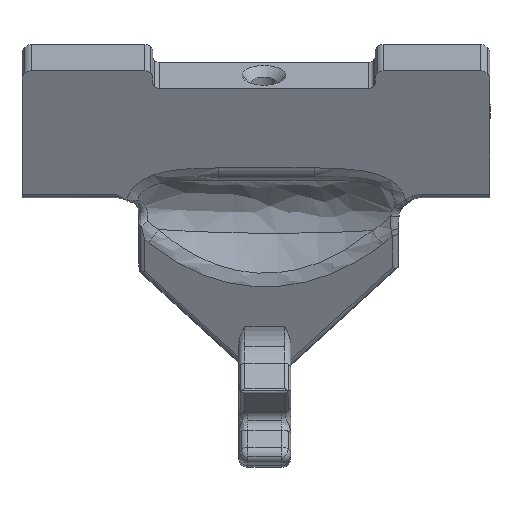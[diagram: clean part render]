
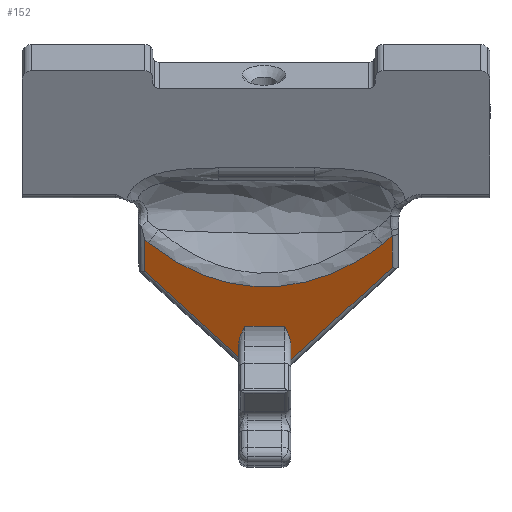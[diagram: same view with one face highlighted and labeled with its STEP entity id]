
A CAD part, front view. The second image highlights one B-rep face of the part: STEP entity #152.
In plain terms, the highlighted planar face has unit normal (0, -0.891, -0.454).
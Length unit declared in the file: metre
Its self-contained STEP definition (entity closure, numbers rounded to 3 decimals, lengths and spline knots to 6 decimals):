
#152=ADVANCED_FACE('0:209',(#387),#388,.T.);
#387=FACE_OUTER_BOUND('',#5269,.T.);
#388=PLANE('',#5270);
#5269=EDGE_LOOP('',(#6062,#6063,#6064,#6065,#6066,#6067,#6068,#6069,#6070,#6071,#6072,#6073));
#5270=AXIS2_PLACEMENT_3D('',#6074,#6075,#6076);
#6062=ORIENTED_EDGE('',*,*,#6629,.F.);
#6063=ORIENTED_EDGE('',*,*,#6578,.F.);
#6064=ORIENTED_EDGE('',*,*,#6581,.F.);
#6065=ORIENTED_EDGE('',*,*,#6523,.F.);
#6066=ORIENTED_EDGE('',*,*,#6583,.F.);
#6067=ORIENTED_EDGE('',*,*,#6603,.F.);
#6068=ORIENTED_EDGE('',*,*,#6414,.F.);
#6069=ORIENTED_EDGE('',*,*,#6469,.F.);
#6070=ORIENTED_EDGE('',*,*,#6630,.T.);
#6071=ORIENTED_EDGE('',*,*,#6631,.F.);
#6072=ORIENTED_EDGE('',*,*,#6632,.F.);
#6073=ORIENTED_EDGE('',*,*,#6633,.T.);
#6074=CARTESIAN_POINT('',(-0.020239,-0.03566,0.032837));
#6075=DIRECTION('',(0.,-0.891,-0.454));
#6076=DIRECTION('',(0.,-0.454,0.891));
#6414=EDGE_CURVE('0:674',#6814,#6816,#6817,.T.);
#6469=EDGE_CURVE('0:377',#6922,#6814,#6924,.T.);
#6523=EDGE_CURVE('0:404',#7009,#7011,#7012,.T.);
#6578=EDGE_CURVE('0:587',#7092,#7094,#7095,.T.);
#6581=EDGE_CURVE('0:602',#7011,#7092,#7098,.T.);
#6583=EDGE_CURVE('0:608',#7099,#7009,#7101,.T.);
#6603=EDGE_CURVE('0:680',#6816,#7099,#7128,.T.);
#6629=EDGE_CURVE('0:773',#7094,#7161,#7162,.F.);
#6630=EDGE_CURVE('0:776',#6922,#7163,#7164,.T.);
#6631=EDGE_CURVE('0:779',#7165,#7163,#7166,.F.);
#6632=EDGE_CURVE('0:782',#7167,#7165,#7168,.T.);
#6633=EDGE_CURVE('0:785',#7167,#7161,#7169,.T.);
#6814=VERTEX_POINT('',#7499);
#6816=VERTEX_POINT('',#7504);
#6817=LINE('',#7505,#7506);
#6922=VERTEX_POINT('',#7738);
#6924=LINE('',#7740,#7741);
#7009=VERTEX_POINT('',#7899);
#7011=VERTEX_POINT('',#7901);
#7012=B_SPLINE_CURVE_WITH_KNOTS('',3,(#7902,#7903,#7904,#7905),.UNSPECIFIED.,.F.,.F.,(4,4),(0.0,0.001177),.UNSPECIFIED.);
#7092=VERTEX_POINT('',#8221);
#7094=VERTEX_POINT('',#8226);
#7095=LINE('',#8227,#8228);
#7098=LINE('',#8231,#8232);
#7099=VERTEX_POINT('',#8233);
#7101=ELLIPSE('',#8235,0.039302,0.0225);
#7128=B_SPLINE_CURVE_WITH_KNOTS('',3,(#8375,#8376,#8377,#8378,#8379,#8380,#8381),.UNSPECIFIED.,.F.,.F.,(4,3,4),(0.005415,0.005755,0.00582),.UNSPECIFIED.);
#7161=VERTEX_POINT('',#8695);
#7162=LINE('',#8696,#8697);
#7163=VERTEX_POINT('',#8698);
#7164=LINE('',#8699,#8700);
#7165=VERTEX_POINT('',#8701);
#7166=B_SPLINE_CURVE_WITH_KNOTS('',3,(#8702,#8703,#8704,#8705,#8706,#8707,#8708),.UNSPECIFIED.,.F.,.F.,(4,3,4),(0.003795,0.00553,0.005538),.UNSPECIFIED.);
#7167=VERTEX_POINT('',#8709);
#7168=LINE('',#8710,#8711);
#7169=B_SPLINE_CURVE_WITH_KNOTS('',3,(#8712,#8713,#8714,#8715,#8716,#8717,#8718),.UNSPECIFIED.,.F.,.F.,(4,3,4),(0.0,0.000008,0.001743),.UNSPECIFIED.);
#7499=CARTESIAN_POINT('',(-0.041701,-0.026629,0.015089));
#7504=CARTESIAN_POINT('',(-0.041701,-0.028008,0.017799));
#7505=CARTESIAN_POINT('',(-0.041701,-0.033197,0.027997));
#7506=VECTOR('',#8940,1.0);
#7738=CARTESIAN_POINT('',(-0.033544,-0.022832,0.007627));
#7740=CARTESIAN_POINT('',(-0.038317,-0.025054,0.011994));
#7741=VECTOR('',#9032,1.0);
#7899=CARTESIAN_POINT('',(-0.02108,-0.027814,0.017418));
#7901=CARTESIAN_POINT('',(-0.020243,-0.028194,0.018165));
#7902=CARTESIAN_POINT('',(-0.02108,-0.027814,0.017418));
#7903=CARTESIAN_POINT('',(-0.020783,-0.02793,0.017647));
#7904=CARTESIAN_POINT('',(-0.020499,-0.028057,0.017896));
#7905=CARTESIAN_POINT('',(-0.020243,-0.028194,0.018165));
#8221=CARTESIAN_POINT('',(-0.020243,-0.026784,0.015394));
#8226=CARTESIAN_POINT('',(-0.029033,-0.022692,0.007353));
#8227=CARTESIAN_POINT('',(-0.018413,-0.027636,0.017068));
#8228=VECTOR('',#9204,1.);
#8231=CARTESIAN_POINT('',(-0.020243,-0.03308,0.027767));
#8232=VECTOR('',#9211,0.00053);
#8233=CARTESIAN_POINT('',(-0.041408,-0.027881,0.017549));
#8235=AXIS2_PLACEMENT_3D('',#9215,#9216,#9217);
#8375=CARTESIAN_POINT('',(-0.041701,-0.028008,0.017799));
#8376=CARTESIAN_POINT('',(-0.041621,-0.027971,0.017727));
#8377=CARTESIAN_POINT('',(-0.041539,-0.027935,0.017657));
#8378=CARTESIAN_POINT('',(-0.041456,-0.027901,0.017588));
#8379=CARTESIAN_POINT('',(-0.04144,-0.027894,0.017575));
#8380=CARTESIAN_POINT('',(-0.041424,-0.027887,0.017562));
#8381=CARTESIAN_POINT('',(-0.041408,-0.027881,0.017549));
#8695=CARTESIAN_POINT('',(-0.029033,-0.0234,0.008744));
#8696=CARTESIAN_POINT('',(-0.029033,-0.033197,0.027997));
#8697=VECTOR('',#9273,1.0);
#8698=CARTESIAN_POINT('',(-0.033544,-0.0234,0.008744));
#8699=CARTESIAN_POINT('',(-0.033544,-0.033197,0.027997));
#8700=VECTOR('',#9274,1.0);
#8701=CARTESIAN_POINT('',(-0.033017,-0.024191,0.0103));
#8702=CARTESIAN_POINT('',(-0.033544,-0.0234,0.008744));
#8703=CARTESIAN_POINT('',(-0.033544,-0.023662,0.009259));
#8704=CARTESIAN_POINT('',(-0.033257,-0.023949,0.009822));
#8705=CARTESIAN_POINT('',(-0.033021,-0.024188,0.010293));
#8706=CARTESIAN_POINT('',(-0.03302,-0.024189,0.010295));
#8707=CARTESIAN_POINT('',(-0.033018,-0.02419,0.010297));
#8708=CARTESIAN_POINT('',(-0.033017,-0.024191,0.0103));
#8709=CARTESIAN_POINT('',(-0.029559,-0.024191,0.0103));
#8710=CARTESIAN_POINT('',(-0.024636,-0.024191,0.0103));
#8711=VECTOR('',#9275,1.0);
#8712=CARTESIAN_POINT('',(-0.029559,-0.024191,0.0103));
#8713=CARTESIAN_POINT('',(-0.029558,-0.02419,0.010297));
#8714=CARTESIAN_POINT('',(-0.029557,-0.024189,0.010295));
#8715=CARTESIAN_POINT('',(-0.029556,-0.024188,0.010293));
#8716=CARTESIAN_POINT('',(-0.02932,-0.023949,0.009822));
#8717=CARTESIAN_POINT('',(-0.029033,-0.023662,0.009259));
#8718=CARTESIAN_POINT('',(-0.029033,-0.0234,0.008744));
#8940=DIRECTION('',(0.,-0.454,0.891));
#9032=DIRECTION('',(-0.698,-0.325,0.638));
#9204=DIRECTION('',(-0.698,0.325,-0.638));
#9211=DIRECTION('',(0.,0.454,-0.891));
#9215=CARTESIAN_POINT('',(-0.030517,-0.043746,0.048727));
#9216=DIRECTION('',(0.,-0.891,-0.454));
#9217=DIRECTION('',(-0.027,0.453,-0.891));
#9273=DIRECTION('',(0.,0.454,-0.891));
#9274=DIRECTION('',(0.,-0.454,0.891));
#9275=DIRECTION('',(-1.0,0.,0.));
